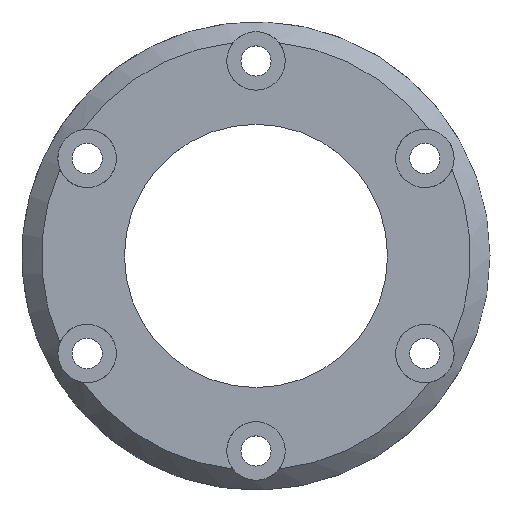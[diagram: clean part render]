
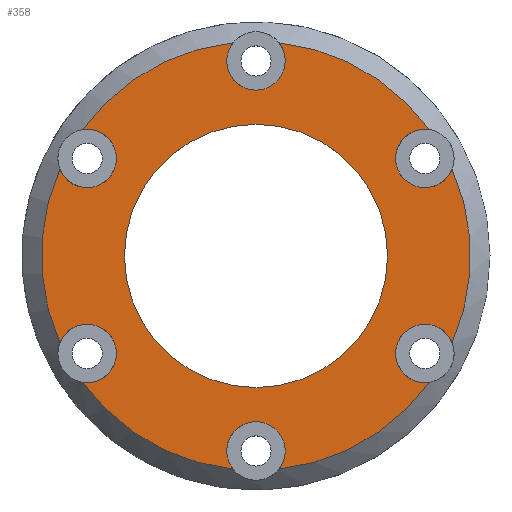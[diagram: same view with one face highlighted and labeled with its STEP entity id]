
A CAD part, top view. The second image highlights one B-rep face of the part: STEP entity #358.
In plain terms, the highlighted planar face has unit normal (0, 0, 1).
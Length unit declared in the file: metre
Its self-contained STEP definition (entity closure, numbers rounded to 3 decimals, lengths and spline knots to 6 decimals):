
#21=PLANE('',#408);
#44=ORIENTED_EDGE('',*,*,#124,.F.);
#45=ORIENTED_EDGE('',*,*,#125,.T.);
#46=ORIENTED_EDGE('',*,*,#126,.F.);
#47=ORIENTED_EDGE('',*,*,#127,.T.);
#48=ORIENTED_EDGE('',*,*,#128,.F.);
#49=ORIENTED_EDGE('',*,*,#129,.T.);
#50=ORIENTED_EDGE('',*,*,#130,.F.);
#51=ORIENTED_EDGE('',*,*,#131,.T.);
#52=ORIENTED_EDGE('',*,*,#132,.F.);
#53=ORIENTED_EDGE('',*,*,#133,.T.);
#54=ORIENTED_EDGE('',*,*,#134,.F.);
#55=ORIENTED_EDGE('',*,*,#135,.T.);
#56=ORIENTED_EDGE('',*,*,#123,.F.);
#123=EDGE_CURVE('',#165,#165,#201,.T.);
#124=EDGE_CURVE('',#166,#167,#202,.T.);
#125=EDGE_CURVE('',#166,#168,#203,.T.);
#126=EDGE_CURVE('',#169,#168,#204,.T.);
#127=EDGE_CURVE('',#169,#170,#205,.T.);
#128=EDGE_CURVE('',#171,#170,#206,.T.);
#129=EDGE_CURVE('',#171,#172,#207,.T.);
#130=EDGE_CURVE('',#173,#172,#208,.T.);
#131=EDGE_CURVE('',#173,#174,#209,.T.);
#132=EDGE_CURVE('',#175,#174,#210,.T.);
#133=EDGE_CURVE('',#175,#176,#211,.T.);
#134=EDGE_CURVE('',#177,#176,#212,.T.);
#135=EDGE_CURVE('',#177,#167,#213,.T.);
#165=VERTEX_POINT('',#605);
#166=VERTEX_POINT('',#608);
#167=VERTEX_POINT('',#609);
#168=VERTEX_POINT('',#611);
#169=VERTEX_POINT('',#613);
#170=VERTEX_POINT('',#615);
#171=VERTEX_POINT('',#617);
#172=VERTEX_POINT('',#619);
#173=VERTEX_POINT('',#621);
#174=VERTEX_POINT('',#623);
#175=VERTEX_POINT('',#625);
#176=VERTEX_POINT('',#627);
#177=VERTEX_POINT('',#629);
#201=CIRCLE('',#407,0.0135);
#202=CIRCLE('',#409,0.003);
#203=CIRCLE('',#410,0.022);
#204=CIRCLE('',#411,0.003);
#205=CIRCLE('',#412,0.022);
#206=CIRCLE('',#413,0.003);
#207=CIRCLE('',#414,0.022);
#208=CIRCLE('',#415,0.003);
#209=CIRCLE('',#416,0.022);
#210=CIRCLE('',#417,0.003);
#211=CIRCLE('',#418,0.022);
#212=CIRCLE('',#419,0.003);
#213=CIRCLE('',#420,0.022);
#242=EDGE_LOOP('',(#44,#45,#46,#47,#48,#49,#50,#51,#52,#53,#54,#55));
#243=EDGE_LOOP('',(#56));
#298=FACE_BOUND('',#242,.T.);
#299=FACE_BOUND('',#243,.T.);
#358=ADVANCED_FACE('',(#298,#299),#21,.T.);
#407=AXIS2_PLACEMENT_3D('',#604,#486,#487);
#408=AXIS2_PLACEMENT_3D('',#606,#488,#489);
#409=AXIS2_PLACEMENT_3D('',#607,#490,#491);
#410=AXIS2_PLACEMENT_3D('',#610,#492,#493);
#411=AXIS2_PLACEMENT_3D('',#612,#494,#495);
#412=AXIS2_PLACEMENT_3D('',#614,#496,#497);
#413=AXIS2_PLACEMENT_3D('',#616,#498,#499);
#414=AXIS2_PLACEMENT_3D('',#618,#500,#501);
#415=AXIS2_PLACEMENT_3D('',#620,#502,#503);
#416=AXIS2_PLACEMENT_3D('',#622,#504,#505);
#417=AXIS2_PLACEMENT_3D('',#624,#506,#507);
#418=AXIS2_PLACEMENT_3D('',#626,#508,#509);
#419=AXIS2_PLACEMENT_3D('',#628,#510,#511);
#420=AXIS2_PLACEMENT_3D('',#630,#512,#513);
#486=DIRECTION('',(0.,0.,1.));
#487=DIRECTION('',(1.,0.,0.));
#488=DIRECTION('',(0.,0.,1.));
#489=DIRECTION('',(1.,0.,0.));
#490=DIRECTION('',(0.,0.,1.));
#491=DIRECTION('',(1.,0.,0.));
#492=DIRECTION('',(0.,0.,1.));
#493=DIRECTION('',(1.,0.,0.));
#494=DIRECTION('',(0.,0.,1.));
#495=DIRECTION('',(1.,0.,0.));
#496=DIRECTION('',(0.,0.,1.));
#497=DIRECTION('',(1.,0.,0.));
#498=DIRECTION('',(0.,0.,1.));
#499=DIRECTION('',(1.,0.,0.));
#500=DIRECTION('',(0.,0.,1.));
#501=DIRECTION('',(1.,0.,0.));
#502=DIRECTION('',(0.,0.,1.));
#503=DIRECTION('',(1.,0.,0.));
#504=DIRECTION('',(0.,0.,1.));
#505=DIRECTION('',(1.,0.,0.));
#506=DIRECTION('',(0.,0.,1.));
#507=DIRECTION('',(1.,0.,0.));
#508=DIRECTION('',(0.,0.,1.));
#509=DIRECTION('',(1.,0.,0.));
#510=DIRECTION('',(0.,0.,1.));
#511=DIRECTION('',(1.,0.,0.));
#512=DIRECTION('',(0.,0.,1.));
#513=DIRECTION('',(1.,0.,0.));
#604=CARTESIAN_POINT('',(0.,0.,0.004));
#605=CARTESIAN_POINT('',(0.0135,0.,0.004));
#606=CARTESIAN_POINT('',(0.,0.,0.004));
#607=CARTESIAN_POINT('',(0.,0.02,0.004));
#608=CARTESIAN_POINT('',(-0.002342,0.021875,0.004));
#609=CARTESIAN_POINT('',(0.002342,0.021875,0.004));
#610=CARTESIAN_POINT('',(0.,0.,0.004));
#611=CARTESIAN_POINT('',(-0.017773,0.012966,0.004));
#612=CARTESIAN_POINT('',(-0.017321,0.01,0.004));
#613=CARTESIAN_POINT('',(-0.020115,0.008909,0.004));
#614=CARTESIAN_POINT('',(0.,0.,0.004));
#615=CARTESIAN_POINT('',(-0.020115,-0.008909,0.004));
#616=CARTESIAN_POINT('',(-0.017321,-0.01,0.004));
#617=CARTESIAN_POINT('',(-0.017773,-0.012966,0.004));
#618=CARTESIAN_POINT('',(0.,0.,0.004));
#619=CARTESIAN_POINT('',(-0.002342,-0.021875,0.004));
#620=CARTESIAN_POINT('',(0.,-0.02,0.004));
#621=CARTESIAN_POINT('',(0.002342,-0.021875,0.004));
#622=CARTESIAN_POINT('',(0.,0.,0.004));
#623=CARTESIAN_POINT('',(0.017773,-0.012966,0.004));
#624=CARTESIAN_POINT('',(0.017321,-0.01,0.004));
#625=CARTESIAN_POINT('',(0.020115,-0.008909,0.004));
#626=CARTESIAN_POINT('',(0.,0.,0.004));
#627=CARTESIAN_POINT('',(0.020115,0.008909,0.004));
#628=CARTESIAN_POINT('',(0.017321,0.01,0.004));
#629=CARTESIAN_POINT('',(0.017773,0.012966,0.004));
#630=CARTESIAN_POINT('',(0.,0.,0.004));
